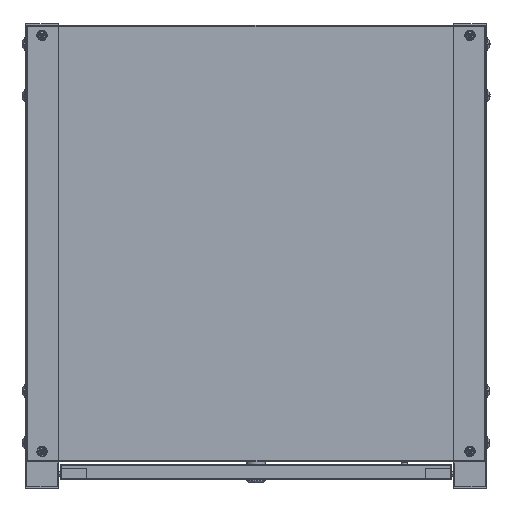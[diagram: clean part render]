
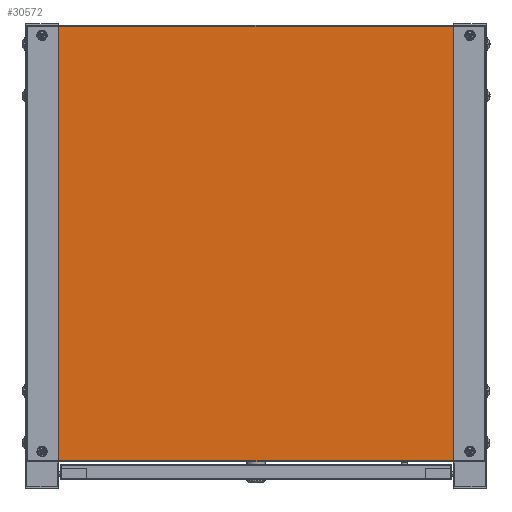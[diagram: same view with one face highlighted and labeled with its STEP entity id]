
A CAD part, left-side view. The second image highlights one B-rep face of the part: STEP entity #30572.
In plain terms, the highlighted face is planar.
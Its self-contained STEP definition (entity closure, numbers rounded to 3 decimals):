
#254 = DIRECTION ( 'NONE',  ( 0., 0., 1. ) ) ;
#540 = PLANE ( 'NONE',  #36619 ) ;
#1097 = CARTESIAN_POINT ( 'NONE',  ( 201.75, 0., -209.2 ) ) ;
#1663 = LINE ( 'NONE', #34457, #39565 ) ;
#2254 = CARTESIAN_POINT ( 'NONE',  ( -201.75, 0., -209.2 ) ) ;
#2434 = ORIENTED_EDGE ( 'NONE', *, *, #25141, .F. ) ;
#3213 = EDGE_CURVE ( 'NONE', #7505, #53903, #5213, .T. ) ;
#4127 = CARTESIAN_POINT ( 'NONE',  ( -201.75, 0., 207.5 ) ) ;
#4494 = CARTESIAN_POINT ( 'NONE',  ( -211.75, 0., -222.5 ) ) ;
#5213 = CIRCLE ( 'NONE', #11847, 1.7 ) ;
#5276 = FACE_BOUND ( 'NONE', #20770, .T. ) ;
#5357 = CARTESIAN_POINT ( 'NONE',  ( -211.75, 0., -222.5 ) ) ;
#7505 = VERTEX_POINT ( 'NONE', #20559 ) ;
#7768 = DIRECTION ( 'NONE',  ( 0., 0., -1. ) ) ;
#7910 = ORIENTED_EDGE ( 'NONE', *, *, #57740, .F. ) ;
#8480 = EDGE_CURVE ( 'NONE', #56950, #22527, #11250, .T. ) ;
#8528 = DIRECTION ( 'NONE',  ( 0., -1., 0. ) ) ;
#10287 = DIRECTION ( 'NONE',  ( 0., 0., -1. ) ) ;
#10427 = AXIS2_PLACEMENT_3D ( 'NONE', #44633, #58175, #53808 ) ;
#11250 = CIRCLE ( 'NONE', #28849, 1.7 ) ;
#11429 = CIRCLE ( 'NONE', #51843, 1.7 ) ;
#11701 = CARTESIAN_POINT ( 'NONE',  ( 201.75, 0., -207.5 ) ) ;
#11847 = AXIS2_PLACEMENT_3D ( 'NONE', #28129, #37181, #10287 ) ;
#11946 = VECTOR ( 'NONE', #51138, 1000. ) ;
#11987 = VERTEX_POINT ( 'NONE', #17025 ) ;
#12285 = DIRECTION ( 'NONE',  ( 0., -1., 0. ) ) ;
#12992 = FACE_BOUND ( 'NONE', #44024, .T. ) ;
#14079 = CIRCLE ( 'NONE', #15294, 1.7 ) ;
#14626 = ORIENTED_EDGE ( 'NONE', *, *, #18264, .F. ) ;
#15057 = CARTESIAN_POINT ( 'NONE',  ( 0., 0., 0. ) ) ;
#15294 = AXIS2_PLACEMENT_3D ( 'NONE', #35631, #8528, #22453 ) ;
#15823 = VECTOR ( 'NONE', #19737, 1000. ) ;
#15978 = VERTEX_POINT ( 'NONE', #5357 ) ;
#17025 = CARTESIAN_POINT ( 'NONE',  ( 211.75, 0., 222.5 ) ) ;
#17575 = CARTESIAN_POINT ( 'NONE',  ( -211.75, 0., 222.5 ) ) ;
#17594 = CARTESIAN_POINT ( 'NONE',  ( -201.75, 0., 205.8 ) ) ;
#18110 = VERTEX_POINT ( 'NONE', #1097 ) ;
#18264 = EDGE_CURVE ( 'NONE', #20239, #15978, #1663, .T. ) ;
#19591 = EDGE_CURVE ( 'NONE', #22527, #56950, #49976, .T. ) ;
#19737 = DIRECTION ( 'NONE',  ( 1., 0., 0. ) ) ;
#20239 = VERTEX_POINT ( 'NONE', #54160 ) ;
#20559 = CARTESIAN_POINT ( 'NONE',  ( -201.75, 0., 209.2 ) ) ;
#20770 = EDGE_LOOP ( 'NONE', ( #21283, #52609 ) ) ;
#21062 = LINE ( 'NONE', #42492, #11946 ) ;
#21283 = ORIENTED_EDGE ( 'NONE', *, *, #56021, .F. ) ;
#22453 = DIRECTION ( 'NONE',  ( 0., 0., 1. ) ) ;
#22527 = VERTEX_POINT ( 'NONE', #2254 ) ;
#22814 = EDGE_CURVE ( 'NONE', #36958, #52149, #55905, .T. ) ;
#24906 = FACE_BOUND ( 'NONE', #28584, .T. ) ;
#25141 = EDGE_CURVE ( 'NONE', #38840, #18110, #11429, .T. ) ;
#25314 = DIRECTION ( 'NONE',  ( 0., 0., -1. ) ) ;
#25679 = AXIS2_PLACEMENT_3D ( 'NONE', #4127, #52196, #25314 ) ;
#25991 = DIRECTION ( 'NONE',  ( -1., 0., 0. ) ) ;
#25999 = DIRECTION ( 'NONE',  ( 0., -1., 0. ) ) ;
#27023 = DIRECTION ( 'NONE',  ( 0., 0., 1. ) ) ;
#28129 = CARTESIAN_POINT ( 'NONE',  ( -201.75, 0., 207.5 ) ) ;
#28584 = EDGE_LOOP ( 'NONE', ( #41929, #50264 ) ) ;
#28849 = AXIS2_PLACEMENT_3D ( 'NONE', #54002, #58160, #254 ) ;
#29476 = CARTESIAN_POINT ( 'NONE',  ( 201.75, 0., 205.8 ) ) ;
#30572 = ADVANCED_FACE ( 'NONE', ( #5276, #24906, #12992, #39669, #36864 ), #540, .T. ) ;
#32081 = CARTESIAN_POINT ( 'NONE',  ( 201.75, 0., 209.2 ) ) ;
#33117 = CARTESIAN_POINT ( 'NONE',  ( 211.75, 0., 222.5 ) ) ;
#33126 = DIRECTION ( 'NONE',  ( 0., 0., -1. ) ) ;
#33176 = ORIENTED_EDGE ( 'NONE', *, *, #22814, .F. ) ;
#33465 = EDGE_CURVE ( 'NONE', #52149, #36958, #14079, .T. ) ;
#34257 = ORIENTED_EDGE ( 'NONE', *, *, #48125, .F. ) ;
#34457 = CARTESIAN_POINT ( 'NONE',  ( 211.75, 0., -222.5 ) ) ;
#34709 = EDGE_LOOP ( 'NONE', ( #7910, #14626, #40763, #56762 ) ) ;
#35170 = AXIS2_PLACEMENT_3D ( 'NONE', #11701, #25999, #7768 ) ;
#35631 = CARTESIAN_POINT ( 'NONE',  ( 201.75, 0., 207.5 ) ) ;
#36390 = CIRCLE ( 'NONE', #25679, 1.7 ) ;
#36619 = AXIS2_PLACEMENT_3D ( 'NONE', #15057, #50386, #33126 ) ;
#36836 = VERTEX_POINT ( 'NONE', #17575 ) ;
#36864 = FACE_OUTER_BOUND ( 'NONE', #34709, .T. ) ;
#36958 = VERTEX_POINT ( 'NONE', #32081 ) ;
#37181 = DIRECTION ( 'NONE',  ( 0., -1., 0. ) ) ;
#37403 = CARTESIAN_POINT ( 'NONE',  ( -201.75, 0., -205.8 ) ) ;
#38840 = VERTEX_POINT ( 'NONE', #39370 ) ;
#38858 = AXIS2_PLACEMENT_3D ( 'NONE', #45504, #53699, #49433 ) ;
#39170 = CARTESIAN_POINT ( 'NONE',  ( 201.75, 0., -207.5 ) ) ;
#39370 = CARTESIAN_POINT ( 'NONE',  ( 201.75, 0., -205.8 ) ) ;
#39565 = VECTOR ( 'NONE', #25991, 1000. ) ;
#39669 = FACE_BOUND ( 'NONE', #51686, .T. ) ;
#40763 = ORIENTED_EDGE ( 'NONE', *, *, #54314, .F. ) ;
#41929 = ORIENTED_EDGE ( 'NONE', *, *, #19591, .F. ) ;
#42492 = CARTESIAN_POINT ( 'NONE',  ( 211.75, 0., -222.5 ) ) ;
#44024 = EDGE_LOOP ( 'NONE', ( #48045, #33176 ) ) ;
#44633 = CARTESIAN_POINT ( 'NONE',  ( 201.75, 0., 207.5 ) ) ;
#45504 = CARTESIAN_POINT ( 'NONE',  ( -201.75, 0., -207.5 ) ) ;
#48045 = ORIENTED_EDGE ( 'NONE', *, *, #33465, .F. ) ;
#48125 = EDGE_CURVE ( 'NONE', #18110, #38840, #51332, .T. ) ;
#48854 = LINE ( 'NONE', #33117, #15823 ) ;
#49433 = DIRECTION ( 'NONE',  ( 0., 0., 1. ) ) ;
#49976 = CIRCLE ( 'NONE', #38858, 1.7 ) ;
#50264 = ORIENTED_EDGE ( 'NONE', *, *, #8480, .F. ) ;
#50386 = DIRECTION ( 'NONE',  ( 0., -1., 0. ) ) ;
#51030 = EDGE_CURVE ( 'NONE', #36836, #11987, #48854, .T. ) ;
#51138 = DIRECTION ( 'NONE',  ( 0., 0., -1. ) ) ;
#51332 = CIRCLE ( 'NONE', #35170, 1.7 ) ;
#51686 = EDGE_LOOP ( 'NONE', ( #34257, #2434 ) ) ;
#51843 = AXIS2_PLACEMENT_3D ( 'NONE', #39170, #12285, #52864 ) ;
#52149 = VERTEX_POINT ( 'NONE', #29476 ) ;
#52196 = DIRECTION ( 'NONE',  ( 0., -1., 0. ) ) ;
#52609 = ORIENTED_EDGE ( 'NONE', *, *, #3213, .F. ) ;
#52864 = DIRECTION ( 'NONE',  ( 0., 0., -1. ) ) ;
#53699 = DIRECTION ( 'NONE',  ( 0., -1., 0. ) ) ;
#53808 = DIRECTION ( 'NONE',  ( 0., 0., 1. ) ) ;
#53903 = VERTEX_POINT ( 'NONE', #17594 ) ;
#54002 = CARTESIAN_POINT ( 'NONE',  ( -201.75, 0., -207.5 ) ) ;
#54160 = CARTESIAN_POINT ( 'NONE',  ( 211.75, 0., -222.5 ) ) ;
#54314 = EDGE_CURVE ( 'NONE', #11987, #20239, #21062, .T. ) ;
#54432 = LINE ( 'NONE', #4494, #55880 ) ;
#55880 = VECTOR ( 'NONE', #27023, 1000. ) ;
#55905 = CIRCLE ( 'NONE', #10427, 1.7 ) ;
#56021 = EDGE_CURVE ( 'NONE', #53903, #7505, #36390, .T. ) ;
#56762 = ORIENTED_EDGE ( 'NONE', *, *, #51030, .F. ) ;
#56950 = VERTEX_POINT ( 'NONE', #37403 ) ;
#57740 = EDGE_CURVE ( 'NONE', #15978, #36836, #54432, .T. ) ;
#58160 = DIRECTION ( 'NONE',  ( 0., -1., 0. ) ) ;
#58175 = DIRECTION ( 'NONE',  ( 0., -1., 0. ) ) ;
